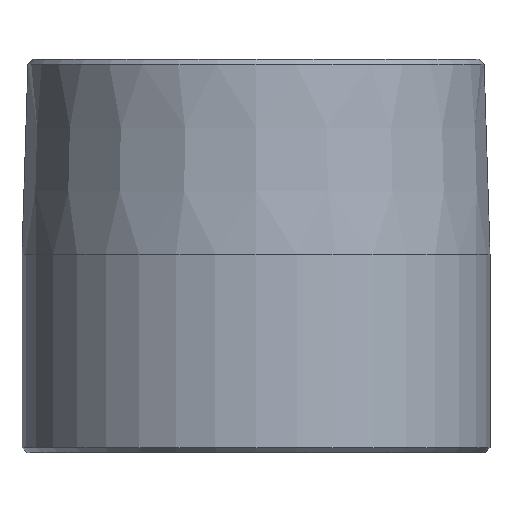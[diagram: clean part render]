
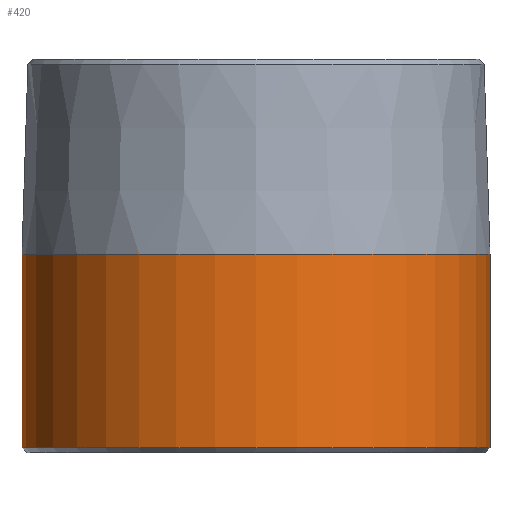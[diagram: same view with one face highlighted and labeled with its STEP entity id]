
A CAD part, front view. The second image highlights one B-rep face of the part: STEP entity #420.
In plain terms, the highlighted cylindrical face has radius 30.226 mm (diameter 60.452 mm), a partial arc.
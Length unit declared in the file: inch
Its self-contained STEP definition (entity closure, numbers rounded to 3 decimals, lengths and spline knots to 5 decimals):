
#14 = ORIENTED_EDGE ( 'NONE', *, *, #358, .T. ) ;
#20 = DIRECTION ( 'NONE',  ( -1., 0., 0. ) ) ;
#47 = FACE_OUTER_BOUND ( 'NONE', #329, .T. ) ;
#51 = CYLINDRICAL_SURFACE ( 'NONE', #492, 1.19 ) ;
#57 = EDGE_CURVE ( 'NONE', #407, #422, #333, .T. ) ;
#115 = DIRECTION ( 'NONE',  ( 0., 0., -1. ) ) ;
#139 = EDGE_CURVE ( 'NONE', #215, #260, #415, .T. ) ;
#142 = ORIENTED_EDGE ( 'NONE', *, *, #57, .F. ) ;
#156 = CARTESIAN_POINT ( 'NONE',  ( -1.19, 0., 2. ) ) ;
#179 = CARTESIAN_POINT ( 'NONE',  ( 0., 0., 2. ) ) ;
#185 = DIRECTION ( 'NONE',  ( 0., 0., -1. ) ) ;
#204 = VECTOR ( 'NONE', #185, 39.37008 ) ;
#205 = ORIENTED_EDGE ( 'NONE', *, *, #484, .T. ) ;
#207 = AXIS2_PLACEMENT_3D ( 'NONE', #434, #216, #370 ) ;
#215 = VERTEX_POINT ( 'NONE', #308 ) ;
#216 = DIRECTION ( 'NONE',  ( 0., 0., 1. ) ) ;
#248 = DIRECTION ( 'NONE',  ( 0., 0., -1. ) ) ;
#260 = VERTEX_POINT ( 'NONE', #275 ) ;
#273 = AXIS2_PLACEMENT_3D ( 'NONE', #296, #300, #20 ) ;
#275 = CARTESIAN_POINT ( 'NONE',  ( -1.19, 0., 0.025 ) ) ;
#296 = CARTESIAN_POINT ( 'NONE',  ( 0., 0., 1.01 ) ) ;
#300 = DIRECTION ( 'NONE',  ( 0., 0., -1. ) ) ;
#308 = CARTESIAN_POINT ( 'NONE',  ( -1.19, 0., 1.01 ) ) ;
#329 = EDGE_LOOP ( 'NONE', ( #142, #14, #368, #205 ) ) ;
#331 = VECTOR ( 'NONE', #115, 39.37008 ) ;
#333 = LINE ( 'NONE', #483, #204 ) ;
#342 = CIRCLE ( 'NONE', #273, 1.19 ) ;
#358 = EDGE_CURVE ( 'NONE', #407, #215, #342, .T. ) ;
#368 = ORIENTED_EDGE ( 'NONE', *, *, #139, .T. ) ;
#370 = DIRECTION ( 'NONE',  ( 1., 0., 0. ) ) ;
#404 = CARTESIAN_POINT ( 'NONE',  ( 1.19, 0., 0.025 ) ) ;
#406 = DIRECTION ( 'NONE',  ( -1., 0., 0. ) ) ;
#407 = VERTEX_POINT ( 'NONE', #410 ) ;
#410 = CARTESIAN_POINT ( 'NONE',  ( 1.19, 0., 1.01 ) ) ;
#415 = LINE ( 'NONE', #156, #331 ) ;
#420 = ADVANCED_FACE ( 'NONE', ( #47 ), #51, .T. ) ;
#422 = VERTEX_POINT ( 'NONE', #404 ) ;
#424 = CIRCLE ( 'NONE', #207, 1.19 ) ;
#434 = CARTESIAN_POINT ( 'NONE',  ( 0., 0., 0.025 ) ) ;
#483 = CARTESIAN_POINT ( 'NONE',  ( 1.19, 0., 2. ) ) ;
#484 = EDGE_CURVE ( 'NONE', #260, #422, #424, .T. ) ;
#492 = AXIS2_PLACEMENT_3D ( 'NONE', #179, #248, #406 ) ;
